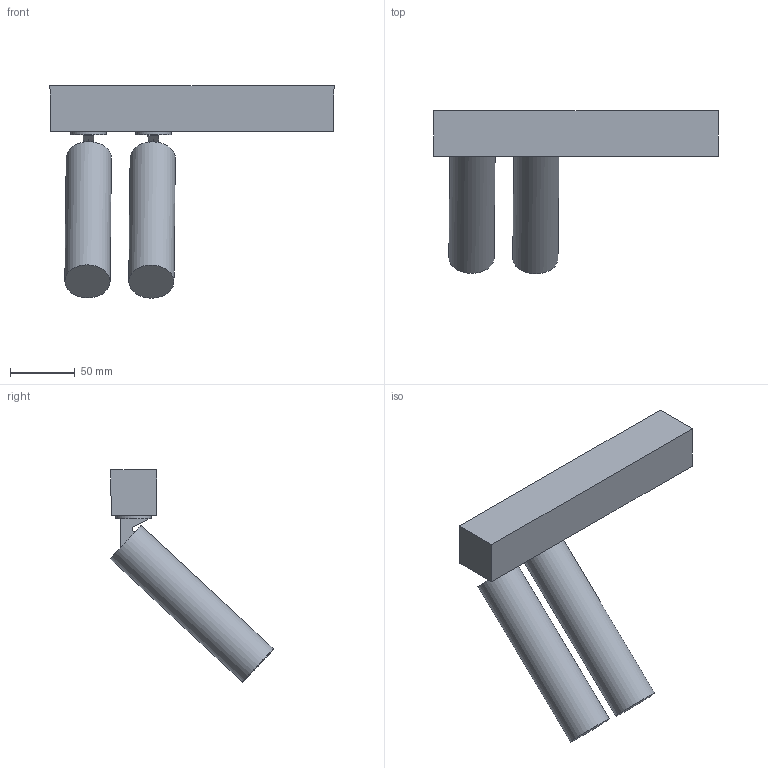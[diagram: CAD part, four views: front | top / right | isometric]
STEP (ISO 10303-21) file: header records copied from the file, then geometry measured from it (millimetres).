
FILE_DESCRIPTION(/* description */ ('This is a sample STEP configuration'),/* implementation_level */ '2;1');
FILE_NAME(/* name */ '662-010xxxxxxxxx SIMPLE.ipt_Rev_00.stp',/* time_stamp */ '2023-05-03T11:53:29+02:00',/* author */ ('powerJobs'),/* organization */ ('coolOrange'),/* preprocessor_version */ 'ST-DEVELOPER v19.2',/* originating_system */ 'Autodesk Inventor 2023',/* authorisation */ '');
FILE_SCHEMA (('AUTOMOTIVE_DESIGN { 1 0 10303 214 3 1 1 }'));
Length unit declared in the file: millimetre
Products named in the file (1): ENG000028981
Bounding box: 220 x 126.6 x 164.44 mm (x, y, z)
Volume: 550070.5 mm3; surface area: 69507.4 mm2
Topology: 1 solids, 1 shells, 40 faces, 90 edges, 58 vertices
Faces by surface type: plane 36, cylinder 4
Full cylindrical faces by diameter (mm): 27.5 x2, 35 x2
Entity records: 1137 total; most frequent: CARTESIAN_POINT 189, ORIENTED_EDGE 180, DIRECTION 180, EDGE_CURVE 90, LINE 82, VECTOR 82, VERTEX_POINT 58, AXIS2_PLACEMENT_3D 49
